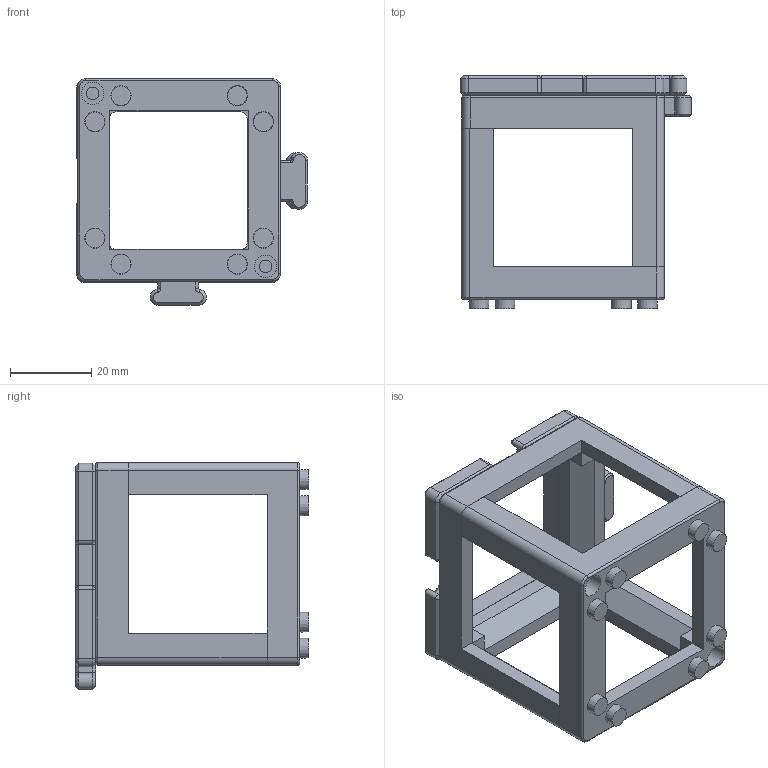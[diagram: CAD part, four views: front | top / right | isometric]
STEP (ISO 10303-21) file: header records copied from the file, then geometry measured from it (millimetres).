
FILE_DESCRIPTION(/* description */ (''),/* implementation_level */ '2;1');
FILE_NAME(/* name */ 'Assembly_Cube_empty_IM_v3.dwg.stp',/* time_stamp */ '2024-05-27T12:40:11+02:00',/* author */ ('diederichbenedict'),/* organization */ (''),/* preprocessor_version */ 'ST-DEVELOPER v20',/* originating_system */ 'Autodesk Inventor 2024',/* authorisation */ '');
FILE_SCHEMA (('AUTOMOTIVE_DESIGN { 1 0 10303 214 3 1 1 }'));
Length unit declared in the file: millimetre
Products named in the file (4): Assembly_Cube_empty_IM_v3; 10_Base_puzzle_v3; 10_Base_puzzle_nozzle_male_male; 10_Cube_1x1_IM
Assembly tree (4 placements, depth 2):
  Assembly_Cube_empty_IM_v3
    10_Cube_1x1_IM  x2
    10_Base_puzzle_v3
    10_Base_puzzle_nozzle_male_male
Bounding box: 56.76 x 57.3 x 55.75 mm (x, y, z)
Volume: 30642 mm3; surface area: 22288.5 mm2
Topology: 4 solids, 4 shells, 428 faces, 1172 edges, 906 vertices
Faces by surface type: plane 240, cylinder 108, cone 72, torus 8
Full cylindrical faces by diameter (mm): 3.1 x4, 5 x4, 5.5 x4, 6 x8
Entity records: 10032 total; most frequent: CARTESIAN_POINT 1765, DIRECTION 1728, ORIENTED_EDGE 1592, EDGE_CURVE 796, AXIS2_PLACEMENT_3D 580, LINE 568, VECTOR 568, VERTEX_POINT 496
